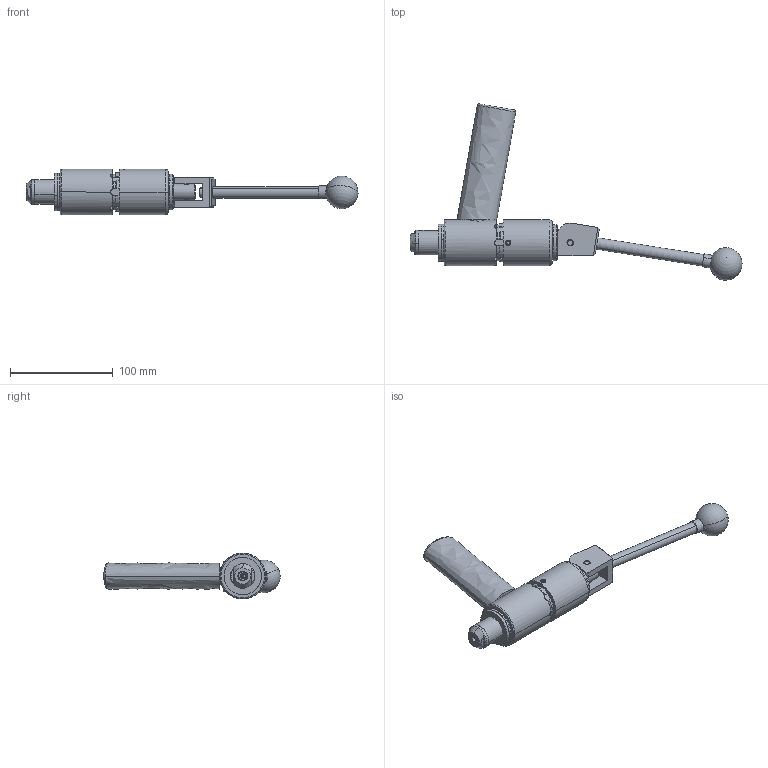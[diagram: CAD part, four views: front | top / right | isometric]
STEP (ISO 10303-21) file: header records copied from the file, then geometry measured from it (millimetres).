
FILE_DESCRIPTION (( 'STEP AP214' ), '1' );
FILE_NAME ('CTSC-003766.STEP', '2025-06-25T20:42:20', ( '' ), ( '' ), 'SwSTEP 2.0', 'SolidWorks 2023', '' );
FILE_SCHEMA (( 'AUTOMOTIVE_DESIGN' ));
Length unit declared in the file: inch
Products named in the file (1): CTSC-003766
Bounding box: 323.28 x 171.73 x 44.45 mm (x, y, z)
Volume: 299941.1 mm3; surface area: 74167.6 mm2
Topology: 10 solids, 11 shells, 332 faces, 812 edges, 518 vertices
Faces by surface type: cylinder 143, plane 117, cone 48, torus 15, bspline 7, sphere 2
Entity records: 16380 total; most frequent: CARTESIAN_POINT 4414, DIRECTION 1615, ORIENTED_EDGE 1606, EDGE_CURVE 803, AXIS2_PLACEMENT_3D 633, VERTEX_POINT 515, EDGE_LOOP 374, VECTOR 349
